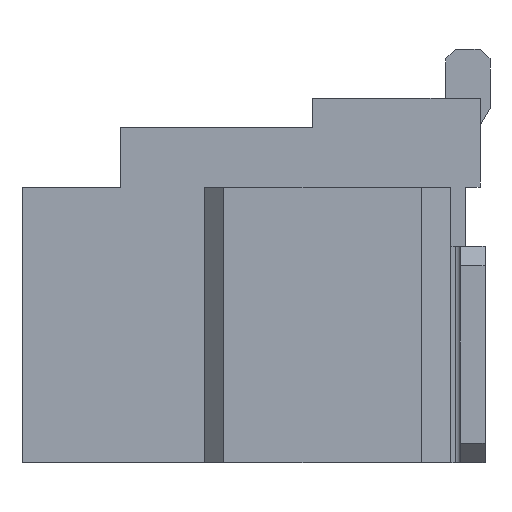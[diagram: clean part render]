
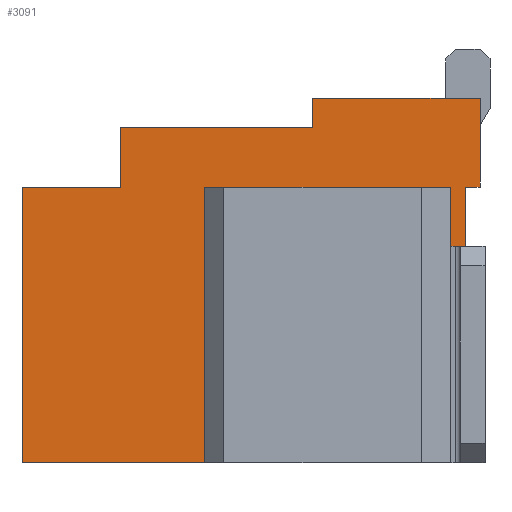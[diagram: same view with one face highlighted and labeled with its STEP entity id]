
A CAD part, left-side view. The second image highlights one B-rep face of the part: STEP entity #3091.
In plain terms, the highlighted planar face has unit normal (-1, 0, 0).
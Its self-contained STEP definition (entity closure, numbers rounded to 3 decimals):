
#137=DIRECTION('',(0.,0.,1.));
#138=VECTOR('',#137,2.8);
#139=CARTESIAN_POINT('',(-2.125,0.975,-1.6));
#140=LINE('',#139,#138);
#409=DIRECTION('',(0.,-1.,0.));
#410=VECTOR('',#409,1.);
#411=CARTESIAN_POINT('',(-2.125,0.975,1.2));
#412=LINE('',#411,#410);
#413=DIRECTION('',(0.,0.,1.));
#414=VECTOR('',#413,0.6);
#415=CARTESIAN_POINT('',(-2.125,-0.025,1.2));
#416=LINE('',#415,#414);
#417=DIRECTION('',(0.,-1.,0.));
#418=VECTOR('',#417,1.95);
#419=CARTESIAN_POINT('',(-2.125,-0.025,1.8));
#420=LINE('',#419,#418);
#421=DIRECTION('',(0.,0.,-1.));
#422=VECTOR('',#421,0.3);
#423=CARTESIAN_POINT('',(-2.125,-1.975,2.1));
#424=LINE('',#423,#422);
#425=DIRECTION('',(0.,1.,0.));
#426=VECTOR('',#425,0.15);
#427=CARTESIAN_POINT('',(-2.125,-3.675,1.2));
#428=LINE('',#427,#426);
#429=DIRECTION('',(0.,0.,1.));
#430=VECTOR('',#429,2.1);
#431=CARTESIAN_POINT('',(-2.125,-3.525,-0.9));
#432=LINE('',#431,#430);
#433=DIRECTION('',(0.,1.,0.));
#434=VECTOR('',#433,0.15);
#435=CARTESIAN_POINT('',(-2.125,-3.675,-0.9));
#436=LINE('',#435,#434);
#437=DIRECTION('',(0.,1.,0.));
#438=VECTOR('',#437,0.3);
#439=CARTESIAN_POINT('',(-2.125,-3.675,-1.6));
#440=LINE('',#439,#438);
#441=DIRECTION('',(0.,0.,1.));
#442=VECTOR('',#441,2.8);
#443=CARTESIAN_POINT('',(-2.125,-3.375,-1.6));
#444=LINE('',#443,#442);
#445=DIRECTION('',(0.,-1.,0.));
#446=VECTOR('',#445,2.5);
#447=CARTESIAN_POINT('',(-2.125,-0.875,1.2));
#448=LINE('',#447,#446);
#449=DIRECTION('',(0.,0.,1.));
#450=VECTOR('',#449,2.8);
#451=CARTESIAN_POINT('',(-2.125,-0.875,-1.6));
#452=LINE('',#451,#450);
#453=DIRECTION('',(0.,1.,0.));
#454=VECTOR('',#453,1.85);
#455=CARTESIAN_POINT('',(-2.125,-0.875,-1.6));
#456=LINE('',#455,#454);
#1251=DIRECTION('',(0.,0.,1.));
#1252=VECTOR('',#1251,0.9);
#1253=CARTESIAN_POINT('',(-2.125,-3.675,1.2));
#1254=LINE('',#1253,#1252);
#1291=DIRECTION('',(0.,0.,1.));
#1292=VECTOR('',#1291,0.7);
#1293=CARTESIAN_POINT('',(-2.125,-3.675,-1.6));
#1294=LINE('',#1293,#1292);
#1347=DIRECTION('',(0.,1.,0.));
#1348=VECTOR('',#1347,1.7);
#1349=CARTESIAN_POINT('',(-2.125,-3.675,2.1));
#1350=LINE('',#1349,#1348);
#2035=CARTESIAN_POINT('',(-2.125,-0.875,1.2));
#2036=CARTESIAN_POINT('',(-2.125,-3.375,1.2));
#2037=VERTEX_POINT('',#2035);
#2038=VERTEX_POINT('',#2036);
#2039=CARTESIAN_POINT('',(-2.125,-0.875,-1.6));
#2040=VERTEX_POINT('',#2039);
#2047=CARTESIAN_POINT('',(-2.125,0.975,-1.6));
#2048=VERTEX_POINT('',#2047);
#2067=CARTESIAN_POINT('',(-2.125,-3.675,2.1));
#2068=VERTEX_POINT('',#2067);
#2073=CARTESIAN_POINT('',(-2.125,-3.675,-1.6));
#2074=VERTEX_POINT('',#2073);
#2091=CARTESIAN_POINT('',(-2.125,-1.975,2.1));
#2092=CARTESIAN_POINT('',(-2.125,-1.975,1.8));
#2093=VERTEX_POINT('',#2091);
#2094=VERTEX_POINT('',#2092);
#2100=CARTESIAN_POINT('',(-2.125,-0.025,1.8));
#2102=VERTEX_POINT('',#2100);
#2205=CARTESIAN_POINT('',(-2.125,0.975,1.2));
#2206=CARTESIAN_POINT('',(-2.125,-0.025,1.2));
#2207=VERTEX_POINT('',#2205);
#2208=VERTEX_POINT('',#2206);
#2363=CARTESIAN_POINT('',(-2.125,-3.375,-1.6));
#2364=VERTEX_POINT('',#2363);
#2603=CARTESIAN_POINT('',(-2.125,-3.675,1.2));
#2605=VERTEX_POINT('',#2603);
#2611=CARTESIAN_POINT('',(-2.125,-3.675,-0.9));
#2613=VERTEX_POINT('',#2611);
#2619=CARTESIAN_POINT('',(-2.125,-3.525,1.2));
#2620=VERTEX_POINT('',#2619);
#2621=CARTESIAN_POINT('',(-2.125,-3.525,-0.9));
#2622=VERTEX_POINT('',#2621);
#3056=CARTESIAN_POINT('',(-2.125,-3.675,-1.6));
#3057=DIRECTION('',(-1.,0.,0.));
#3058=DIRECTION('',(0.,0.,1.));
#3059=AXIS2_PLACEMENT_3D('',#3056,#3057,#3058);
#3060=PLANE('',#3059);
#3062=ORIENTED_EDGE('',*,*,#3061,.T.);
#3064=ORIENTED_EDGE('',*,*,#3063,.T.);
#3066=ORIENTED_EDGE('',*,*,#3065,.T.);
#3067=ORIENTED_EDGE('',*,*,#2688,.F.);
#3069=ORIENTED_EDGE('',*,*,#3068,.F.);
#3071=ORIENTED_EDGE('',*,*,#3070,.F.);
#3073=ORIENTED_EDGE('',*,*,#3072,.T.);
#3075=ORIENTED_EDGE('',*,*,#3074,.F.);
#3077=ORIENTED_EDGE('',*,*,#3076,.F.);
#3079=ORIENTED_EDGE('',*,*,#3078,.F.);
#3080=ORIENTED_EDGE('',*,*,#2960,.T.);
#3082=ORIENTED_EDGE('',*,*,#3081,.T.);
#3084=ORIENTED_EDGE('',*,*,#3083,.F.);
#3086=ORIENTED_EDGE('',*,*,#3085,.F.);
#3087=ORIENTED_EDGE('',*,*,#2938,.T.);
#3088=ORIENTED_EDGE('',*,*,#2798,.T.);
#3089=EDGE_LOOP('',(#3062,#3064,#3066,#3067,#3069,#3071,#3073,#3075,#3077,#3079,
#3080,#3082,#3084,#3086,#3087,#3088));
#3090=FACE_OUTER_BOUND('',#3089,.F.);
#3091=ADVANCED_FACE('',(#3090),#3060,.T.);
#2688=EDGE_CURVE('',#2093,#2094,#424,.T.);
#2798=EDGE_CURVE('',#2048,#2207,#140,.T.);
#2938=EDGE_CURVE('',#2040,#2048,#456,.T.);
#2960=EDGE_CURVE('',#2074,#2364,#440,.T.);
#3061=EDGE_CURVE('',#2207,#2208,#412,.T.);
#3063=EDGE_CURVE('',#2208,#2102,#416,.T.);
#3065=EDGE_CURVE('',#2102,#2094,#420,.T.);
#3068=EDGE_CURVE('',#2068,#2093,#1350,.T.);
#3070=EDGE_CURVE('',#2605,#2068,#1254,.T.);
#3072=EDGE_CURVE('',#2605,#2620,#428,.T.);
#3074=EDGE_CURVE('',#2622,#2620,#432,.T.);
#3076=EDGE_CURVE('',#2613,#2622,#436,.T.);
#3078=EDGE_CURVE('',#2074,#2613,#1294,.T.);
#3081=EDGE_CURVE('',#2364,#2038,#444,.T.);
#3083=EDGE_CURVE('',#2037,#2038,#448,.T.);
#3085=EDGE_CURVE('',#2040,#2037,#452,.T.);
